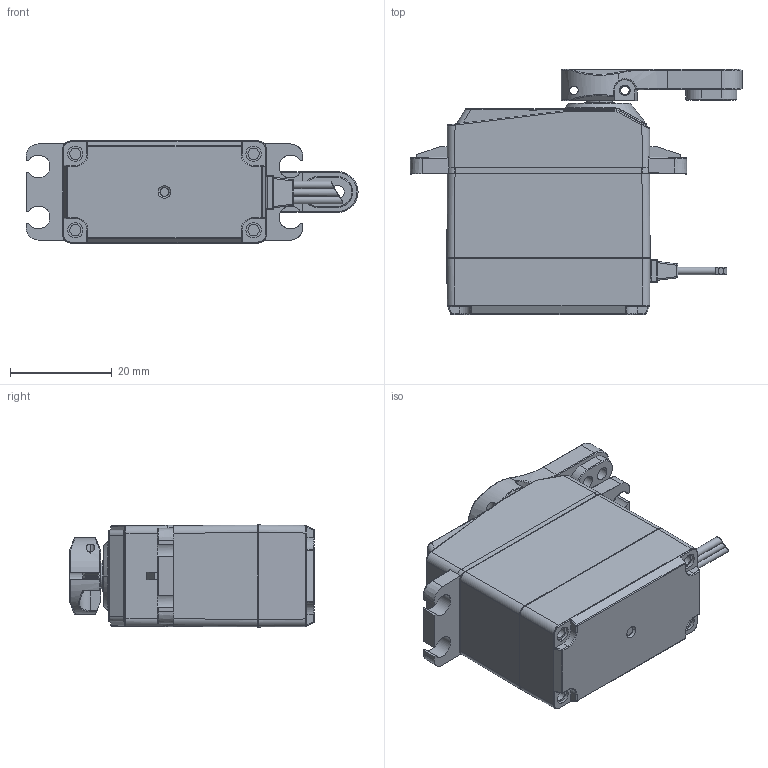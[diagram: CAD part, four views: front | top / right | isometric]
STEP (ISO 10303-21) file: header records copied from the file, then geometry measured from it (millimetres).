
FILE_DESCRIPTION((''),'2;1');
FILE_NAME('ASM-1723-YY_ASM','2018-08-04T',('Administrator'),(''),'CREO PARAMETRIC BY PTC INC, 2014350','CREO PARAMETRIC BY PTC INC, 2014350','');
FILE_SCHEMA(('CONFIG_CONTROL_DESIGN'));
Products named in the file (7): ZK; DG-SZ; GE; XIANTAO; SG-JIANRONG-MG996; LV-DUOBAN; ASM-1723-YY_ASM
Assembly tree (6 placements, depth 2):
  ASM-1723-YY_ASM
    ZK
    DG-SZ
    GE
    XIANTAO
    SG-JIANRONG-MG996
    LV-DUOBAN
Bounding box: 65.19 x 48.1 x 20.04 mm (x, y, z)
Volume: 29399.4 mm3; surface area: 15095.6 mm2
Topology: 6 solids, 6 shells, 1285 faces, 3446 edges, 2189 vertices
Faces by surface type: cylinder 587, plane 366, extrusion 123, bspline 77, cone 73, sphere 36, torus 23
Entity records: 57470 total; most frequent: CARTESIAN_POINT 26068, ORIENTED_EDGE 6892, DIRECTION 6107, EDGE_CURVE 3446, AXIS2_PLACEMENT_3D 2249, VERTEX_POINT 2189, VECTOR 1609, LINE 1486
